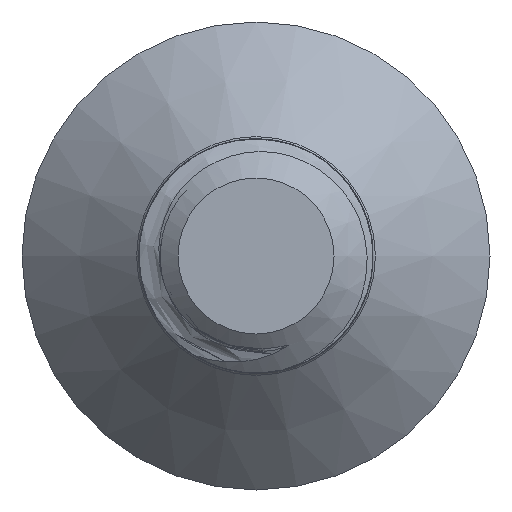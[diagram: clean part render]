
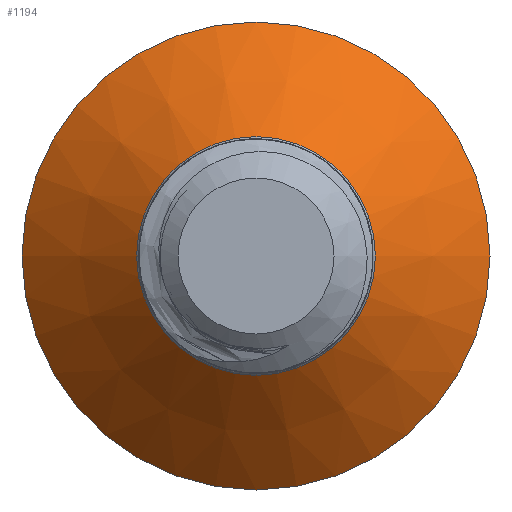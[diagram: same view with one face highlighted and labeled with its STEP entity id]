
A CAD part, front view. The second image highlights one B-rep face of the part: STEP entity #1194.
In plain terms, the highlighted conical face has half-angle 46 degrees and reference radius 2.265 mm.
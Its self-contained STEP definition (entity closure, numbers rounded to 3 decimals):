
#45=CONICAL_SURFACE('',#1292,2.265,0.803);
#66=CIRCLE('',#1289,1.531);
#67=CIRCLE('',#1290,1.531);
#68=CIRCLE('',#1291,1.531);
#69=CIRCLE('',#1293,3.);
#70=CIRCLE('',#1294,3.);
#135=FACE_OUTER_BOUND('',#200,.T.);
#200=EDGE_LOOP('',(#1004,#1005,#1006,#1007,#1008,#1009,#1010));
#341=LINE('',#7599,#393);
#393=VECTOR('',#1507,2.265);
#499=VERTEX_POINT('',#7587);
#500=VERTEX_POINT('',#7589);
#501=VERTEX_POINT('',#7591);
#502=VERTEX_POINT('',#7595);
#503=VERTEX_POINT('',#7596);
#670=EDGE_CURVE('',#500,#499,#66,.T.);
#671=EDGE_CURVE('',#501,#500,#67,.T.);
#672=EDGE_CURVE('',#499,#501,#68,.T.);
#673=EDGE_CURVE('',#502,#503,#69,.T.);
#674=EDGE_CURVE('',#503,#502,#70,.T.);
#675=EDGE_CURVE('',#503,#500,#341,.T.);
#1004=ORIENTED_EDGE('',*,*,#673,.F.);
#1005=ORIENTED_EDGE('',*,*,#674,.F.);
#1006=ORIENTED_EDGE('',*,*,#675,.T.);
#1007=ORIENTED_EDGE('',*,*,#670,.T.);
#1008=ORIENTED_EDGE('',*,*,#672,.T.);
#1009=ORIENTED_EDGE('',*,*,#671,.T.);
#1010=ORIENTED_EDGE('',*,*,#675,.F.);
#1194=ADVANCED_FACE('',(#135),#45,.T.);
#1289=AXIS2_PLACEMENT_3D('',#7590,#1495,#1496);
#1290=AXIS2_PLACEMENT_3D('',#7592,#1497,#1498);
#1291=AXIS2_PLACEMENT_3D('',#7593,#1499,#1500);
#1292=AXIS2_PLACEMENT_3D('',#7594,#1501,#1502);
#1293=AXIS2_PLACEMENT_3D('',#7597,#1503,#1504);
#1294=AXIS2_PLACEMENT_3D('',#7598,#1505,#1506);
#1495=DIRECTION('center_axis',(0.,1.,0.));
#1496=DIRECTION('ref_axis',(1.,0.,0.));
#1497=DIRECTION('center_axis',(0.,1.,0.));
#1498=DIRECTION('ref_axis',(1.,0.,0.));
#1499=DIRECTION('center_axis',(0.,1.,0.));
#1500=DIRECTION('ref_axis',(1.,0.,0.));
#1501=DIRECTION('center_axis',(0.,1.,0.));
#1502=DIRECTION('ref_axis',(-1.,0.,0.));
#1503=DIRECTION('center_axis',(0.,1.,0.));
#1504=DIRECTION('ref_axis',(1.,0.,0.));
#1505=DIRECTION('center_axis',(0.,1.,0.));
#1506=DIRECTION('ref_axis',(1.,0.,0.));
#1507=DIRECTION('',(-0.719,-0.695,0.));
#7587=CARTESIAN_POINT('',(0.,0.029,-1.531));
#7589=CARTESIAN_POINT('',(1.531,0.029,0.));
#7590=CARTESIAN_POINT('Origin',(0.,0.029,0.));
#7591=CARTESIAN_POINT('',(-1.531,0.029,0.));
#7592=CARTESIAN_POINT('Origin',(0.,0.029,0.));
#7593=CARTESIAN_POINT('Origin',(0.,0.029,0.));
#7594=CARTESIAN_POINT('Origin',(0.,0.739,0.));
#7595=CARTESIAN_POINT('',(-3.,1.449,0.));
#7596=CARTESIAN_POINT('',(3.,1.449,0.));
#7597=CARTESIAN_POINT('Origin',(0.,1.449,0.));
#7598=CARTESIAN_POINT('Origin',(0.,1.449,0.));
#7599=CARTESIAN_POINT('',(2.265,0.739,0.));
